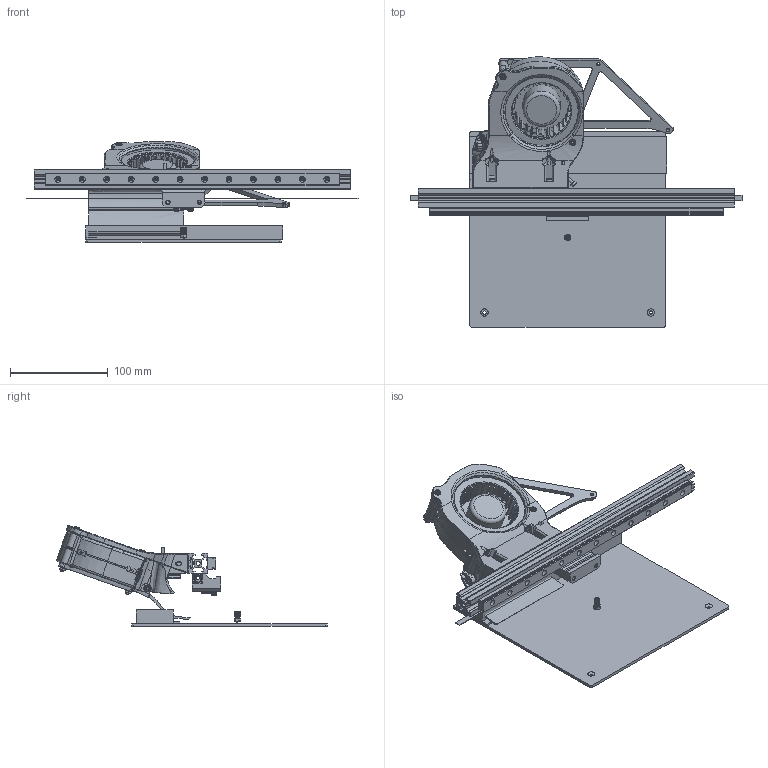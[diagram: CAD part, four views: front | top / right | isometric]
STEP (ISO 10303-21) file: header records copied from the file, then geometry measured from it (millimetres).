
FILE_DESCRIPTION(/* description */ (''),/* implementation_level */ '2;1');
FILE_NAME(/* name */ 'Aux Fan v189.step',/* time_stamp */ '2024-04-22T17:27:46Z',/* author */ (''),/* organization */ (''),/* preprocessor_version */ 'ST-DEVELOPER v20',/* originating_system */ 'Autodesk Translation Framework v12.20.1.177',/* authorisation */ '');
FILE_SCHEMA (('AUTOMOTIVE_DESIGN { 1 0 10303 214 3 1 1 }'));
Products named in the file (18): Aux Fan; Fan Blower 97x33; Fins; Hardware; HW1868SC; HW1508NC; Screw Button Head M3 12mm; Washer M3 7x0.5mm; HW1665NC; HW1292SC; Heat Insert M3 Short 5x4; Spring; Top; Joining Bracket; REF UUHF Goliath; ADXL (1); REF Block   UUHF Goliath(1); Flap UUHF Goliath
Assembly tree (29 placements, depth 3):
  Aux Fan
    Fan Blower 97x33
    Fins
    Hardware
      HW1868SC  x2
      HW1508NC  x2
      Washer M3 7x0.5mm  x4
      Screw Button Head M3 12mm  x2
      Heat Insert M3 Short 5x4  x3
      HW1665NC  x2
      HW1292SC  x4
      Spring
    Top
    Joining Bracket
    REF UUHF Goliath
      ADXL (1)
    REF Block   UUHF Goliath(1)
    Flap UUHF Goliath
Bounding box: 339.35 x 276.32 x 103.2 mm (x, y, z)
Volume: 508239.1 mm3; surface area: 328926.1 mm2
Topology: 52 solids, 52 shells, 2468 faces, 6479 edges, 4124 vertices
Faces by surface type: plane 1079, cylinder 600, bspline 571, cone 162, torus 32, sphere 24
Full cylindrical faces by diameter (mm): 0.344 x2, 0.4 x1, 1 x1, 1.8 x1, 2 x1, 2.1 x6, 2.3 x2, 2.529 x20, 2.927 x6, 2.965 x2, 3 x8, 3.086 x21, 3.2 x5, 3.3 x12, 3.321 x1, 3.4 x2, 3.485 x2, 3.5 x16, 3.726 x1, 4 x6, 4.2 x2, 4.23 x1, 4.25 x3, 4.4 x2, 4.5 x6, 4.744 x4, 4.9 x2, 5 x1, 5.5 x6, 5.7 x4
Entity records: 127167 total; most frequent: CARTESIAN_POINT 80398, ORIENTED_EDGE 10600, DIRECTION 8020, EDGE_CURVE 5300, VERTEX_POINT 3401, AXIS2_PLACEMENT_3D 2713, LINE 2594, VECTOR 2594
